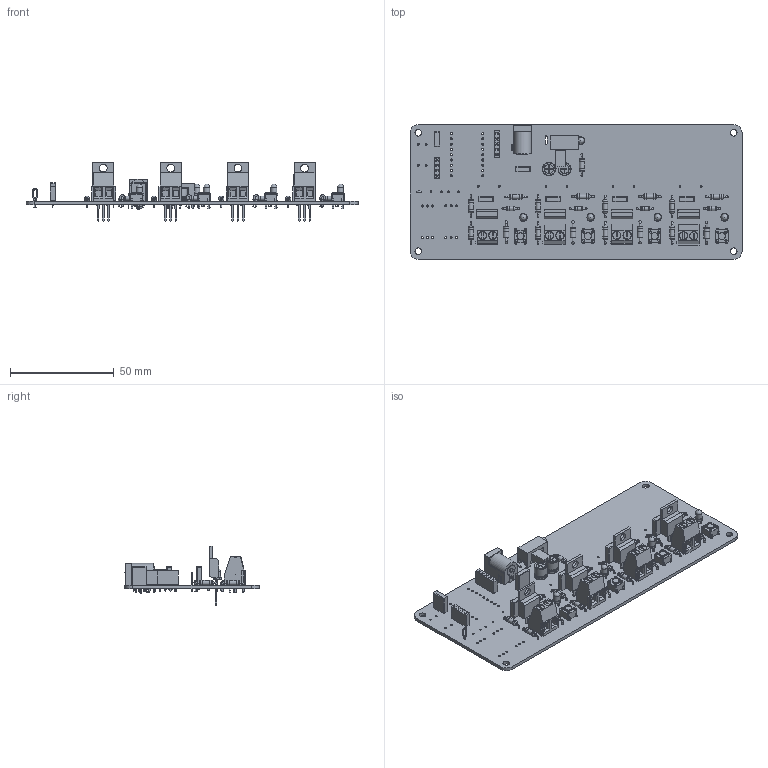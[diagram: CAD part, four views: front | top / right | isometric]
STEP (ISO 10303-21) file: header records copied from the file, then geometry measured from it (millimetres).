
FILE_DESCRIPTION(('KiCad electronic assembly'),'2;1');
FILE_NAME('control unit v3.step','2026-01-08T17:28:01',('Pcbnew'),( 'Kicad'),'Open CASCADE STEP processor 7.7','KiCad to STEP converter' ,'Unknown');
FILE_SCHEMA(('AUTOMOTIVE_DESIGN { 1 0 10303 214 1 1 1 1 }'));
Length unit declared in the file: millimetre
Products named in the file (30): control unit v3 1; C_Rect_L7.2mm_W2.5mm_P5.00mm_FKS2_FKP2_MKS2_MKP2; C_Rect_L72mm_W25mm_P500mm_FKS2_FKP2_MKS2_MKP2; R_Axial_DIN0207_L6.3mm_D2.5mm_P10.16mm_Horizontal; R_Axial_DIN0207_L63mm_D25mm_P1016mm_Horizontal; LED_D3.0mm; SW_PUSH_6mm; PinSocket_1x04_P2.54mm_Vertical; PinSocket_1x04_P254mm_Vertical; D_DO-41_SOD81_P10.16mm_Horizontal; TO-220-3_Vertical; PinSocket_1x05_P2.54mm_Vertical; PinSocket_1x05_P254mm_Vertical; TerminalBlock_Phoenix_MKDS-1,5-2_1x02_P5.00mm_Horizontal; TerminalBlock_Phoenix_MKDS_15_2_1x02_P500mm_Horizontal; D_DO-35_SOD27_P7.62mm_Horizontal; CP_Radial_D6.3mm_P2.50mm; CP_Radial_D63mm_P250mm; SW_E-Switch_EG1224_SPDT_Angled; BarrelJack_Horizontal; TestPoint_Loop_D2.50mm_Drill1.0mm; Pneumatic control unit system_PCB
Assembly tree (66 placements, depth 3):
  control unit v3 1
    C_Rect_L7.2mm_W2.5mm_P5.00mm_FKS2_FKP2_MKS2_MKP2  x6
      C_Rect_L72mm_W25mm_P500mm_FKS2_FKP2_MKS2_MKP2
    R_Axial_DIN0207_L6.3mm_D2.5mm_P10.16mm_Horizontal  x13
      R_Axial_DIN0207_L63mm_D25mm_P1016mm_Horizontal
    LED_D3.0mm  x5
      LED_D3.0mm
    SW_PUSH_6mm  x4
      SW_PUSH_6mm
    PinSocket_1x04_P2.54mm_Vertical
      PinSocket_1x04_P254mm_Vertical
    D_DO-41_SOD81_P10.16mm_Horizontal  x4
      D_DO-41_SOD81_P10.16mm_Horizontal
    TO-220-3_Vertical  x4
      TO-220-3_Vertical
    PinSocket_1x05_P2.54mm_Vertical
      PinSocket_1x05_P254mm_Vertical
    TerminalBlock_Phoenix_MKDS-1,5-2_1x02_P5.00mm_Horizontal  x4
      TerminalBlock_Phoenix_MKDS_15_2_1x02_P500mm_Horizontal
    D_DO-35_SOD27_P7.62mm_Horizontal  x4
      D_DO-35_SOD27_P7.62mm_Horizontal
    CP_Radial_D6.3mm_P2.50mm  x2
      CP_Radial_D63mm_P250mm
    SW_E-Switch_EG1224_SPDT_Angled
      SW_E-Switch_EG1224_SPDT_Angled
    BarrelJack_Horizontal
      BarrelJack_Horizontal
    TestPoint_Loop_D2.50mm_Drill1.0mm
      TestPoint_Loop_D2.50mm_Drill1.0mm
    Pneumatic control unit system_PCB
Bounding box: 160 x 65 x 28.52 mm (x, y, z)
Volume: 26919.3 mm3; surface area: 37288.7 mm2
Topology: 60 solids, 62 shells, 2301 faces, 5603 edges, 3565 vertices
Faces by surface type: plane 1479, cylinder 651, torus 85, bspline 42, sphere 34, revolution 8, extrusion 2
Full cylindrical faces by diameter (mm): 0.5 x30, 0.6 x52, 0.8 x82, 0.9 x10, 1 x58, 1.1 x36, 1.3 x8, 1.5 x2, 2 x10, 2.02 x4, 2.25 x13, 2.5 x26, 2.7 x8, 2.72 x4, 3 x5, 3.2 x4, 3.5 x4, 3.735 x4, 3.8 x8, 4 x8, 6.3 x1
Entity records: 40560 total; most frequent: CARTESIAN_POINT 6722, DIRECTION 5628, ORIENTED_EDGE 5450, EDGE_CURVE 2725, VECTOR 1982, LINE 1980, AXIS2_PLACEMENT_3D 1821, VERTEX_POINT 1767
